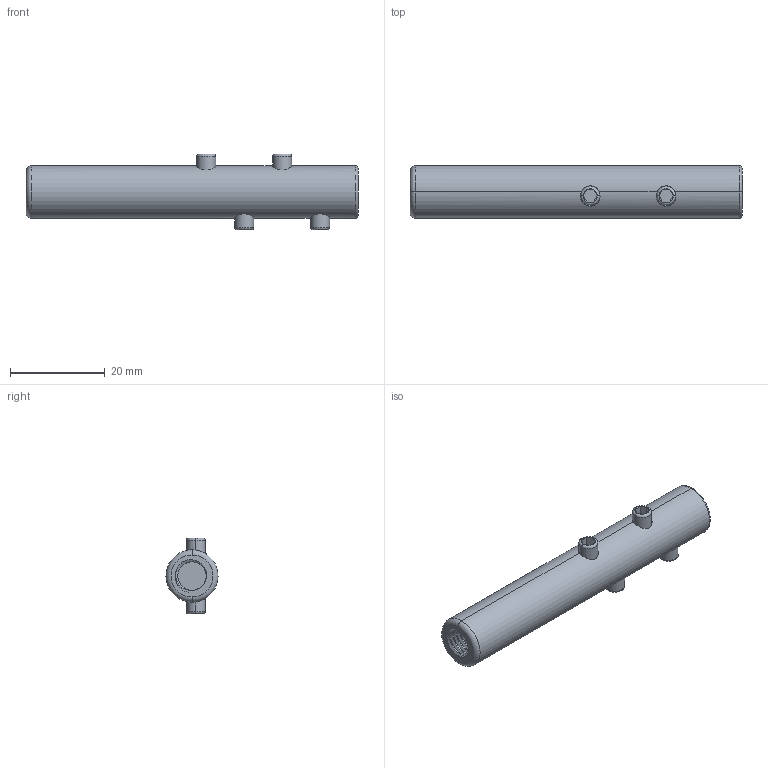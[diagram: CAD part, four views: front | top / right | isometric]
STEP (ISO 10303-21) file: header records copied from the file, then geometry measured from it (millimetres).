
FILE_DESCRIPTION (( 'STEP AP203' ), '1' );
FILE_NAME ('3D_GS5574-L M6_188500593.STEP', '2024-09-24T07:49:16', ( '' ), ( '' ), 'SwSTEP 2.0', 'SolidWorks 2024', '' );
FILE_SCHEMA (( 'CONFIG_CONTROL_DESIGN' ));
Length unit declared in the file: millimetre
Products named in the file (1): 3D_GS5574-L M6_188500593
Bounding box: 70 x 11 x 16 mm (x, y, z)
Volume: 4698.5 mm3; surface area: 4609.4 mm2
Topology: 3 solids, 3 shells, 170 faces, 426 edges, 260 vertices
Faces by surface type: cylinder 85, plane 61, torus 12, bspline 12
Entity records: 16072 total; most frequent: CARTESIAN_POINT 12428, ORIENTED_EDGE 852, DIRECTION 638, EDGE_CURVE 426, VERTEX_POINT 260, AXIS2_PLACEMENT_3D 237, EDGE_LOOP 172, FACE_OUTER_BOUND 170
